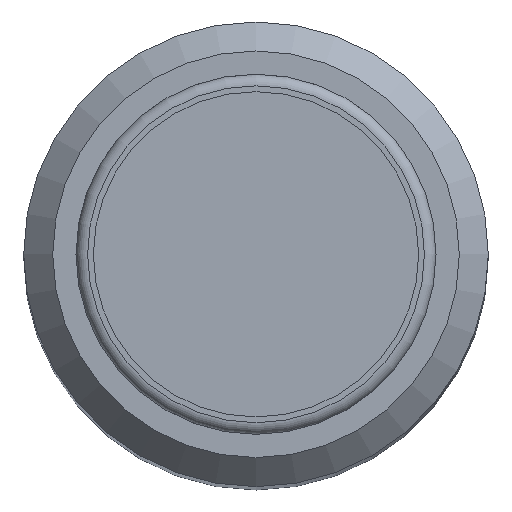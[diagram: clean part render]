
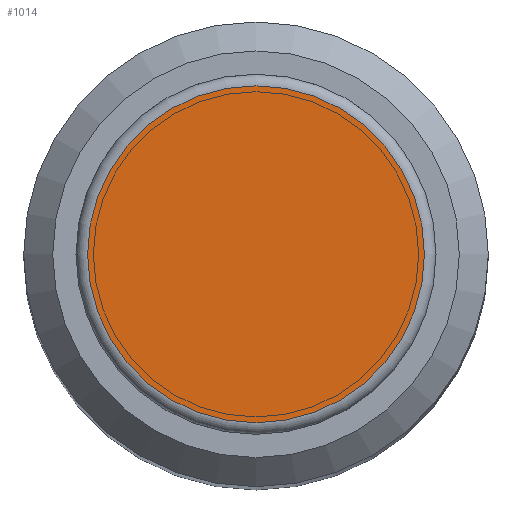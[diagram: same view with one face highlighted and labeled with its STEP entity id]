
A CAD part, top view. The second image highlights one B-rep face of the part: STEP entity #1014.
In plain terms, the highlighted planar face has unit normal (0, 0, 1).
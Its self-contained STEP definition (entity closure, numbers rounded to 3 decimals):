
#118=PLANE('',#1136);
#188=FACE_OUTER_BOUND('',#263,.T.);
#263=EDGE_LOOP('',(#795,#796));
#437=CIRCLE('',#1133,2.9);
#438=CIRCLE('',#1134,2.9);
#523=VERTEX_POINT('',#1735);
#524=VERTEX_POINT('',#1737);
#627=EDGE_CURVE('',#523,#524,#437,.T.);
#628=EDGE_CURVE('',#524,#523,#438,.T.);
#795=ORIENTED_EDGE('',*,*,#628,.F.);
#796=ORIENTED_EDGE('',*,*,#627,.F.);
#1014=ADVANCED_FACE('',(#188),#118,.T.);
#1133=AXIS2_PLACEMENT_3D('',#1738,#1331,#1332);
#1134=AXIS2_PLACEMENT_3D('',#1739,#1333,#1334);
#1136=AXIS2_PLACEMENT_3D('',#1741,#1337,#1338);
#1331=DIRECTION('center_axis',(0.,0.,-1.));
#1332=DIRECTION('ref_axis',(-1.,0.,0.));
#1333=DIRECTION('center_axis',(0.,0.,-1.));
#1334=DIRECTION('ref_axis',(-1.,0.,0.));
#1337=DIRECTION('center_axis',(0.,0.,1.));
#1338=DIRECTION('ref_axis',(0.,-1.,0.));
#1735=CARTESIAN_POINT('',(0.,-2.9,51.));
#1737=CARTESIAN_POINT('',(2.9,0.,51.));
#1738=CARTESIAN_POINT('Origin',(0.,0.,51.));
#1739=CARTESIAN_POINT('Origin',(0.,0.,51.));
#1741=CARTESIAN_POINT('Origin',(3.1,0.,51.));
